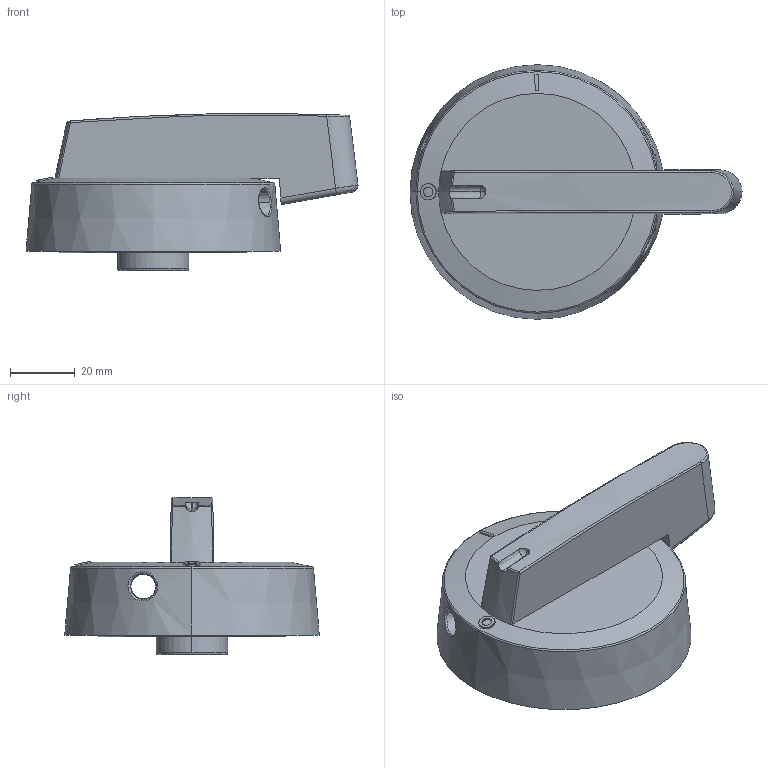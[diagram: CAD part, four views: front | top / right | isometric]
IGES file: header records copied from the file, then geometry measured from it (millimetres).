
Global section: file name: No Iges File Name specified; native system: AutoDesk Inventor R11.0; preprocessor: AutoDesk Inventor Iges Exporter R11.0; author: No Author specified; organization: No Organization specified; date: 20070402.164902; units: millimetre
Bounding box: 102.46 x 78.6 x 48.5 mm (x, y, z)
Volume: 117471.1 mm3; surface area: 24698.5 mm2
Topology: 1 solids, 1 shells, 126 faces, 304 edges, 183 vertices
Faces by surface type: plane 37, bspline 30, revolution 21, cylinder 14, torus 10, cone 8, sphere 6
